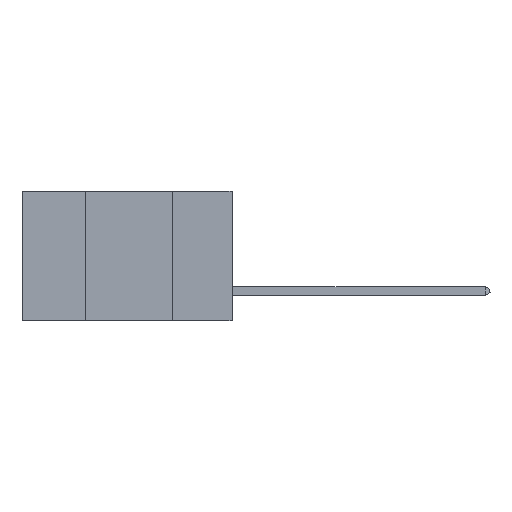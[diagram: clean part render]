
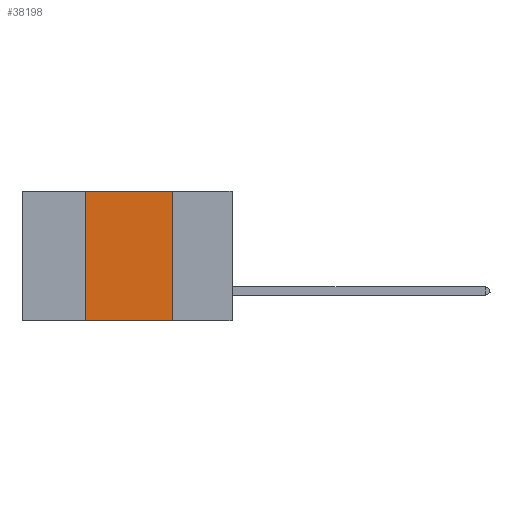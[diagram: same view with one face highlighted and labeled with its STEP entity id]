
A CAD part, left-side view. The second image highlights one B-rep face of the part: STEP entity #38198.
In plain terms, the highlighted planar face has unit normal (-1, 0, 0).
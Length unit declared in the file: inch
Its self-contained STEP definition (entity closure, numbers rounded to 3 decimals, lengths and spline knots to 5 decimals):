
#356 = LINE ( 'NONE', #3927, #35870 ) ;
#698 = AXIS2_PLACEMENT_3D ( 'NONE', #4911, #10869, #20253 ) ;
#1580 = LINE ( 'NONE', #8334, #15290 ) ;
#1596 = VECTOR ( 'NONE', #26443, 39.37008 ) ;
#3927 = CARTESIAN_POINT ( 'NONE',  ( 0., 0.42, 0. ) ) ;
#4177 = CARTESIAN_POINT ( 'NONE',  ( 0., 0.17, 0. ) ) ;
#4706 = PLANE ( 'NONE',  #698 ) ;
#4911 = CARTESIAN_POINT ( 'NONE',  ( 0., 0.6, 0. ) ) ;
#5175 = CARTESIAN_POINT ( 'NONE',  ( 0., 0.42, -0.37 ) ) ;
#5277 = ORIENTED_EDGE ( 'NONE', *, *, #29402, .T. ) ;
#6533 = VERTEX_POINT ( 'NONE', #4177 ) ;
#8334 = CARTESIAN_POINT ( 'NONE',  ( 0., 0.17, 0. ) ) ;
#10869 = DIRECTION ( 'NONE',  ( 1., 0., 0. ) ) ;
#11580 = VERTEX_POINT ( 'NONE', #27585 ) ;
#13968 = EDGE_CURVE ( 'NONE', #6533, #35276, #1580, .T. ) ;
#15290 = VECTOR ( 'NONE', #35267, 39.37008 ) ;
#17449 = FACE_OUTER_BOUND ( 'NONE', #17738, .T. ) ;
#17738 = EDGE_LOOP ( 'NONE', ( #26311, #37729, #21178, #5277 ) ) ;
#18248 = EDGE_CURVE ( 'NONE', #32700, #11580, #356, .T. ) ;
#18291 = DIRECTION ( 'NONE',  ( 0., 0., 1. ) ) ;
#20253 = DIRECTION ( 'NONE',  ( 0., 0., -1. ) ) ;
#20489 = CARTESIAN_POINT ( 'NONE',  ( 0., 0.6, 0. ) ) ;
#21178 = ORIENTED_EDGE ( 'NONE', *, *, #18248, .F. ) ;
#21823 = CARTESIAN_POINT ( 'NONE',  ( 0., 0.17, -0.37 ) ) ;
#23486 = EDGE_CURVE ( 'NONE', #11580, #6533, #26284, .T. ) ;
#26284 = LINE ( 'NONE', #20489, #35282 ) ;
#26311 = ORIENTED_EDGE ( 'NONE', *, *, #13968, .F. ) ;
#26443 = DIRECTION ( 'NONE',  ( 0., -1., 0. ) ) ;
#27585 = CARTESIAN_POINT ( 'NONE',  ( 0., 0.42, 0. ) ) ;
#29402 = EDGE_CURVE ( 'NONE', #32700, #35276, #32218, .T. ) ;
#29460 = DIRECTION ( 'NONE',  ( 0., -1., 0. ) ) ;
#32218 = LINE ( 'NONE', #32999, #1596 ) ;
#32700 = VERTEX_POINT ( 'NONE', #5175 ) ;
#32999 = CARTESIAN_POINT ( 'NONE',  ( 0., 0.6, -0.37 ) ) ;
#35267 = DIRECTION ( 'NONE',  ( 0., 0., -1. ) ) ;
#35276 = VERTEX_POINT ( 'NONE', #21823 ) ;
#35282 = VECTOR ( 'NONE', #29460, 39.37008 ) ;
#35870 = VECTOR ( 'NONE', #18291, 39.37008 ) ;
#37729 = ORIENTED_EDGE ( 'NONE', *, *, #23486, .F. ) ;
#38198 = ADVANCED_FACE ( 'NONE', ( #17449 ), #4706, .F. ) ;
